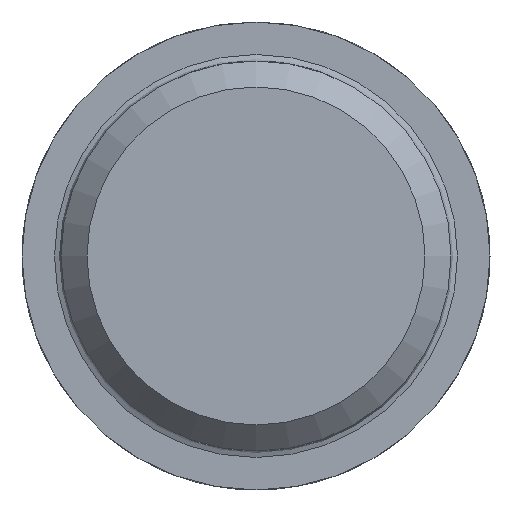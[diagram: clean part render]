
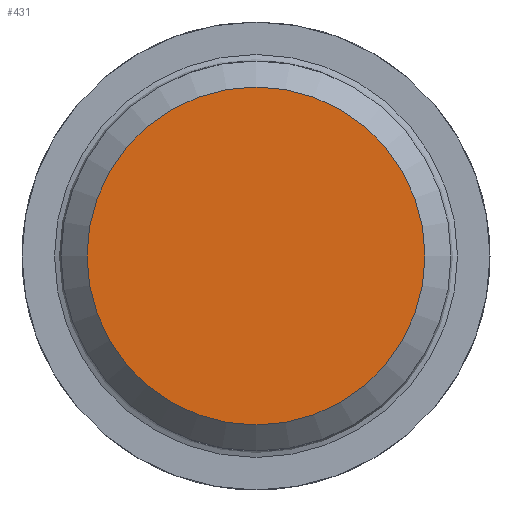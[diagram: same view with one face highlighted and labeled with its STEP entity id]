
A CAD part, left-side view. The second image highlights one B-rep face of the part: STEP entity #431.
In plain terms, the highlighted planar face has unit normal (-1, 0, 0).
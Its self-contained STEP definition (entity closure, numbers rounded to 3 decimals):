
#57=PLANE('',#487);
#99=ORIENTED_EDGE('',*,*,#194,.T.);
#194=EDGE_CURVE('',#242,#242,#273,.T.);
#242=VERTEX_POINT('',#735);
#273=CIRCLE('',#488,13.);
#299=EDGE_LOOP('',(#99));
#363=FACE_BOUND('',#299,.T.);
#431=ADVANCED_FACE('',(#363),#57,.T.);
#487=AXIS2_PLACEMENT_3D('',#733,#571,#572);
#488=AXIS2_PLACEMENT_3D('',#734,#573,#574);
#571=DIRECTION('',(-1.,0.,0.));
#572=DIRECTION('',(0.,0.,1.));
#573=DIRECTION('',(-1.,0.,0.));
#574=DIRECTION('',(0.,0.,1.));
#733=CARTESIAN_POINT('',(-480.,0.,0.));
#734=CARTESIAN_POINT('',(-480.,0.,0.));
#735=CARTESIAN_POINT('',(-480.,0.,13.));
